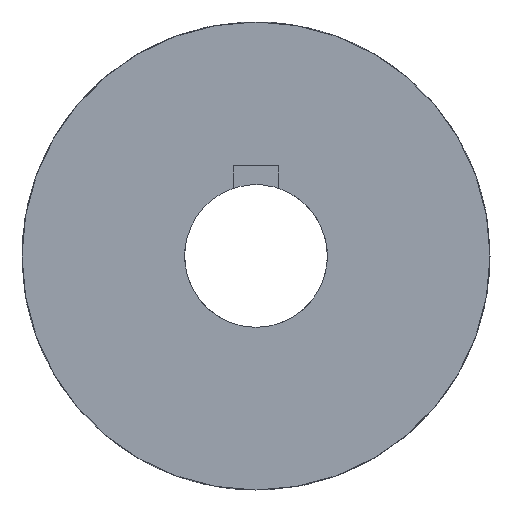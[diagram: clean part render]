
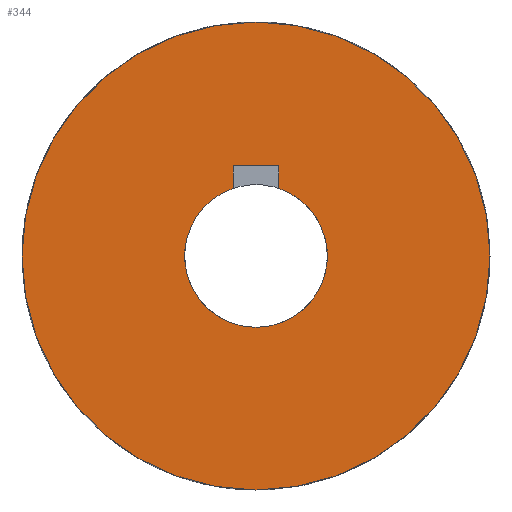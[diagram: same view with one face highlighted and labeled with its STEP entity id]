
A CAD part, left-side view. The second image highlights one B-rep face of the part: STEP entity #344.
In plain terms, the highlighted planar face has unit normal (-1, 0, 0).
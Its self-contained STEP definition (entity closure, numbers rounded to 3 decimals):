
#344=ADVANCED_FACE('NONE',(#757,#758),#759,.F.);
#757=FACE_BOUND('',#1270,.T.);
#758=FACE_OUTER_BOUND('',#1271,.T.);
#759=PLANE('',#1272);
#1270=EDGE_LOOP('',(#1983,#1984,#1985,#1986,#1987));
#1271=EDGE_LOOP('',(#1988,#1989));
#1272=AXIS2_PLACEMENT_3D('',#1990,#1991,#1992);
#1983=ORIENTED_EDGE('',*,*,#3271,.T.);
#1984=ORIENTED_EDGE('',*,*,#3272,.T.);
#1985=ORIENTED_EDGE('',*,*,#3273,.T.);
#1986=ORIENTED_EDGE('',*,*,#3179,.T.);
#1987=ORIENTED_EDGE('',*,*,#3274,.T.);
#1988=ORIENTED_EDGE('',*,*,#3275,.T.);
#1989=ORIENTED_EDGE('',*,*,#3276,.T.);
#1990=CARTESIAN_POINT('',(0.,0.0,41.0));
#1991=DIRECTION('',(1.0,0.0,0.0));
#1992=DIRECTION('',(0.0,-0.0,-1.0));
#3179=EDGE_CURVE('',#3787,#3784,#3788,.T.);
#3271=EDGE_CURVE('',#3927,#3928,#3929,.T.);
#3272=EDGE_CURVE('',#3928,#3930,#3931,.T.);
#3273=EDGE_CURVE('',#3930,#3787,#3932,.T.);
#3274=EDGE_CURVE('',#3784,#3927,#3933,.T.);
#3275=EDGE_CURVE('NONE',#3934,#3935,#3936,.T.);
#3276=EDGE_CURVE('NONE',#3935,#3934,#3937,.T.);
#3784=VERTEX_POINT('',#4668);
#3787=VERTEX_POINT('',#4672);
#3788=CIRCLE('',#4673,12.5);
#3927=VERTEX_POINT('',#4863);
#3928=VERTEX_POINT('',#4864);
#3929=LINE('',#4865,#4866);
#3930=VERTEX_POINT('',#4867);
#3931=LINE('',#4868,#4869);
#3932=LINE('',#4870,#4871);
#3933=CIRCLE('',#4872,12.5);
#3934=VERTEX_POINT('NONE',#4873);
#3935=VERTEX_POINT('NONE',#4874);
#3936=CIRCLE('',#4875,41.0);
#3937=CIRCLE('',#4876,41.0);
#4668=CARTESIAN_POINT('',(0.,0.,-12.5));
#4672=CARTESIAN_POINT('',(0.0,-4.0,11.843));
#4673=AXIS2_PLACEMENT_3D('',#5886,#5887,#5888);
#4863=CARTESIAN_POINT('',(0.0,4.0,11.843));
#4864=CARTESIAN_POINT('',(0.0,4.0,15.8));
#4865=CARTESIAN_POINT('',(0.0,4.0,24.45));
#4866=VECTOR('',#5985,1.0);
#4867=CARTESIAN_POINT('',(0.0,-4.0,15.8));
#4868=CARTESIAN_POINT('',(0.,0.0,15.8));
#4869=VECTOR('',#5986,1.0);
#4870=CARTESIAN_POINT('',(0.,-4.0,24.45));
#4871=VECTOR('',#5987,1.0);
#4872=AXIS2_PLACEMENT_3D('',#5988,#5989,#5990);
#4873=CARTESIAN_POINT('',(0.,-41.0,0.0));
#4874=CARTESIAN_POINT('',(0.,41.0,0.));
#4875=AXIS2_PLACEMENT_3D('',#5991,#5992,#5993);
#4876=AXIS2_PLACEMENT_3D('',#5994,#5995,#5996);
#5886=CARTESIAN_POINT('',(0.,0.0,0.0));
#5887=DIRECTION('',(1.0,0.0,-0.0));
#5888=DIRECTION('',(0.0,0.0,1.0));
#5985=DIRECTION('',(-0.0,0.0,1.0));
#5986=DIRECTION('',(0.0,-1.0,0.0));
#5987=DIRECTION('',(0.0,0.0,-1.0));
#5988=CARTESIAN_POINT('',(0.,0.0,0.0));
#5989=DIRECTION('',(1.0,0.0,-0.0));
#5990=DIRECTION('',(0.0,0.0,1.0));
#5991=CARTESIAN_POINT('',(0.,0.0,0.0));
#5992=DIRECTION('',(-1.0,0.0,0.0));
#5993=DIRECTION('',(0.0,-1.0,0.0));
#5994=CARTESIAN_POINT('',(0.,0.0,0.0));
#5995=DIRECTION('',(-1.0,0.0,0.0));
#5996=DIRECTION('',(0.0,-1.0,0.0));
